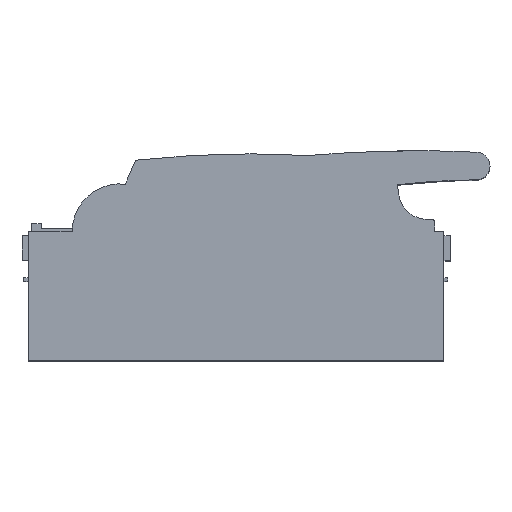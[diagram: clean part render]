
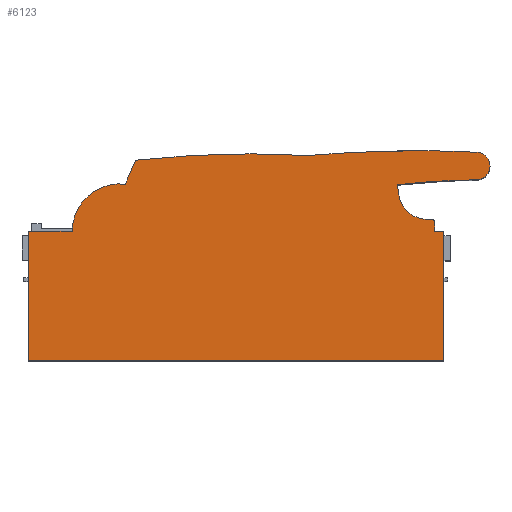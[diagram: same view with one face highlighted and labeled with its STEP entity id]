
A CAD part, top view. The second image highlights one B-rep face of the part: STEP entity #6123.
In plain terms, the highlighted planar face has unit normal (0, 0, 1).
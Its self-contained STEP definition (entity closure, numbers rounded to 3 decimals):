
#210=DIRECTION('',(0.,1.,0.));
#211=VECTOR('',#210,5.5);
#212=CARTESIAN_POINT('',(195.963,-103.217,942.168));
#213=LINE('',#212,#211);
#226=DIRECTION('',(-1.,0.,0.));
#227=VECTOR('',#226,2.554);
#228=CARTESIAN_POINT('',(193.963,-95.717,942.168));
#229=LINE('',#228,#227);
#805=DIRECTION('',(0.,1.,0.));
#806=VECTOR('',#805,80.);
#807=CARTESIAN_POINT('',(201.661,-183.217,942.168));
#808=LINE('',#807,#806);
#1185=DIRECTION('',(-1.,0.,0.));
#1186=VECTOR('',#1185,5.698);
#1187=CARTESIAN_POINT('',(201.661,-103.217,942.168));
#1188=LINE('',#1187,#1186);
#1193=CARTESIAN_POINT('',(0.963,-103.217,
942.168));
#1194=DIRECTION('',(0.,0.,-1.));
#1195=DIRECTION('',(-1.,0.,0.));
#1196=AXIS2_PLACEMENT_3D('',#1193,#1194,#1195);
#1198=DIRECTION('',(0.396,0.918,0.));
#1199=VECTOR('',#1198,16.164);
#1200=CARTESIAN_POINT('',(4.255,-73.902,942.168));
#1201=LINE('',#1200,#1199);
#1202=CARTESIAN_POINT('',(81.851,-703.244,942.168));
#1203=DIRECTION('',(0.,0.,-1.));
#1204=DIRECTION('',(-0.11,0.994,0.));
#1205=AXIS2_PLACEMENT_3D('',#1202,#1203,#1204);
#1207=CARTESIAN_POINT('',(187.161,-872.146,942.168));
#1208=DIRECTION('',(0.,0.,-1.));
#1209=DIRECTION('',(-0.084,0.996,0.));
#1210=AXIS2_PLACEMENT_3D('',#1207,#1208,#1209);
#1212=CARTESIAN_POINT('',(182.161,-872.146,942.168));
#1213=DIRECTION('',(0.,0.,-1.));
#1214=DIRECTION('',(0.009,1.,0.));
#1215=AXIS2_PLACEMENT_3D('',#1212,#1213,#1214);
#1217=CARTESIAN_POINT('',(221.639,-62.677,942.168));
#1218=DIRECTION('',(0.,0.,-1.));
#1219=DIRECTION('',(0.049,0.999,0.));
#1220=AXIS2_PLACEMENT_3D('',#1217,#1218,#1219);
#1222=CARTESIAN_POINT('',(221.639,-62.677,942.168));
#1223=DIRECTION('',(0.,0.,-1.));
#1224=DIRECTION('',(1.,0.,0.));
#1225=AXIS2_PLACEMENT_3D('',#1222,#1223,#1224);
#1227=CARTESIAN_POINT('',(226.544,-540.864,942.168));
#1228=DIRECTION('',(0.,0.,1.));
#1229=DIRECTION('',(-0.01,1.,0.));
#1230=AXIS2_PLACEMENT_3D('',#1227,#1228,#1229);
#1232=DIRECTION('',(0.121,-0.993,0.));
#1233=VECTOR('',#1232,5.682);
#1234=CARTESIAN_POINT('',(172.853,-74.256,942.168));
#1235=LINE('',#1234,#1233);
#1236=CARTESIAN_POINT('',(191.408,-77.717,942.168));
#1237=DIRECTION('',(0.,0.,1.));
#1238=DIRECTION('',(-0.993,-0.121,0.));
#1239=AXIS2_PLACEMENT_3D('',#1236,#1237,#1238);
#1241=CARTESIAN_POINT('',(193.963,-97.717,942.168));
#1242=DIRECTION('',(0.,0.,-1.));
#1243=DIRECTION('',(0.,1.,0.));
#1244=AXIS2_PLACEMENT_3D('',#1241,#1242,#1243);
#1246=DIRECTION('',(-1.,0.,0.));
#1247=VECTOR('',#1246,257.396);
#1248=CARTESIAN_POINT('',(201.661,-183.217,942.168));
#1249=LINE('',#1248,#1247);
#1250=DIRECTION('',(0.,1.,0.));
#1251=VECTOR('',#1250,80.);
#1252=CARTESIAN_POINT('',(-55.736,-183.217,
942.168));
#1253=LINE('',#1252,#1251);
#1254=DIRECTION('',(-1.,0.,0.));
#1255=VECTOR('',#1254,27.198);
#1256=CARTESIAN_POINT('',(-28.537,-103.217,
942.168));
#1257=LINE('',#1256,#1255);
#3764=CARTESIAN_POINT('',(-55.736,-183.217,
942.168));
#3765=VERTEX_POINT('',#3764);
#3766=CARTESIAN_POINT('',(201.661,-183.217,942.168));
#3767=VERTEX_POINT('',#3766);
#3839=CARTESIAN_POINT('',(195.963,-97.717,942.168));
#3841=VERTEX_POINT('',#3839);
#3852=CARTESIAN_POINT('',(195.963,-103.217,942.168));
#3853=VERTEX_POINT('',#3852);
#3854=CARTESIAN_POINT('',(193.963,-95.717,942.168));
#3856=VERTEX_POINT('',#3854);
#3859=CARTESIAN_POINT('',(191.408,-95.717,942.168));
#3861=VERTEX_POINT('',#3859);
#3862=CARTESIAN_POINT('',(173.541,-79.896,942.168));
#3864=VERTEX_POINT('',#3862);
#3874=CARTESIAN_POINT('',(172.853,-74.256,942.168));
#3875=VERTEX_POINT('',#3874);
#3878=CARTESIAN_POINT('',(117.977,-56.145,942.168));
#3880=VERTEX_POINT('',#3878);
#3888=CARTESIAN_POINT('',(189.172,-53.22,942.168));
#3889=VERTEX_POINT('',#3888);
#3890=CARTESIAN_POINT('',(10.657,-59.06,942.168));
#3892=VERTEX_POINT('',#3890);
#3895=CARTESIAN_POINT('',(4.255,-73.902,942.168));
#3897=VERTEX_POINT('',#3895);
#3909=CARTESIAN_POINT('',(-28.537,-103.217,
942.168));
#3910=VERTEX_POINT('',#3909);
#4016=CARTESIAN_POINT('',(221.726,-71.202,942.168));
#4017=VERTEX_POINT('',#4016);
#4021=CARTESIAN_POINT('',(222.054,-54.162,942.168));
#4022=VERTEX_POINT('',#4021);
#4023=CARTESIAN_POINT('',(230.164,-62.677,942.168));
#4024=VERTEX_POINT('',#4023);
#4040=CARTESIAN_POINT('',(-55.736,-103.217,
942.168));
#4041=VERTEX_POINT('',#4040);
#4042=CARTESIAN_POINT('',(201.661,-103.217,942.168));
#4043=VERTEX_POINT('',#4042);
#6093=CARTESIAN_POINT('',(201.661,-183.217,942.168));
#6094=DIRECTION('',(0.,0.,1.));
#6095=DIRECTION('',(-1.,0.,0.));
#6096=AXIS2_PLACEMENT_3D('',#6093,#6094,#6095);
#6097=PLANE('',#6096);
#6099=ORIENTED_EDGE('',*,*,#6098,.F.);
#6100=ORIENTED_EDGE('',*,*,#4992,.T.);
#6101=ORIENTED_EDGE('',*,*,#4969,.T.);
#6102=ORIENTED_EDGE('',*,*,#4954,.T.);
#6103=ORIENTED_EDGE('',*,*,#4939,.T.);
#6105=ORIENTED_EDGE('',*,*,#6104,.T.);
#6107=ORIENTED_EDGE('',*,*,#6106,.T.);
#6109=ORIENTED_EDGE('',*,*,#6108,.T.);
#6111=ORIENTED_EDGE('',*,*,#6110,.T.);
#6112=ORIENTED_EDGE('',*,*,#4912,.T.);
#6113=ORIENTED_EDGE('',*,*,#4893,.T.);
#6114=ORIENTED_EDGE('',*,*,#4878,.F.);
#6115=ORIENTED_EDGE('',*,*,#4863,.T.);
#6116=ORIENTED_EDGE('',*,*,#4848,.F.);
#6117=ORIENTED_EDGE('',*,*,#6087,.F.);
#6118=ORIENTED_EDGE('',*,*,#5561,.F.);
#6119=ORIENTED_EDGE('',*,*,#5453,.T.);
#6120=ORIENTED_EDGE('',*,*,#5076,.T.);
#6121=EDGE_LOOP('',(#6099,#6100,#6101,#6102,#6103,#6105,#6107,#6109,#6111,#6112,
#6113,#6114,#6115,#6116,#6117,#6118,#6119,#6120));
#6122=FACE_OUTER_BOUND('',#6121,.F.);
#6123=ADVANCED_FACE('',(#6122),#6097,.T.);
#1197=CIRCLE('',#1196,29.5);
#1206=CIRCLE('',#1205,648.106);
#1211=CIRCLE('',#1210,818.929);
#1216=CIRCLE('',#1215,818.956);
#1221=CIRCLE('',#1220,8.525);
#1226=CIRCLE('',#1225,8.525);
#1231=CIRCLE('',#1230,469.687);
#1240=CIRCLE('',#1239,18.);
#1245=CIRCLE('',#1244,2.);
#4848=EDGE_CURVE('',#3853,#3841,#213,.T.);
#4863=EDGE_CURVE('',#3856,#3841,#1245,.T.);
#4878=EDGE_CURVE('',#3856,#3861,#229,.T.);
#4893=EDGE_CURVE('',#3864,#3861,#1240,.T.);
#4912=EDGE_CURVE('',#3875,#3864,#1235,.T.);
#4939=EDGE_CURVE('',#3880,#3889,#1211,.T.);
#4954=EDGE_CURVE('',#3892,#3880,#1206,.T.);
#4969=EDGE_CURVE('',#3897,#3892,#1201,.T.);
#4992=EDGE_CURVE('',#3910,#3897,#1197,.T.);
#5076=EDGE_CURVE('',#3765,#4041,#1253,.T.);
#5453=EDGE_CURVE('',#3767,#3765,#1249,.T.);
#5561=EDGE_CURVE('',#3767,#4043,#808,.T.);
#6087=EDGE_CURVE('',#4043,#3853,#1188,.T.);
#6098=EDGE_CURVE('',#3910,#4041,#1257,.T.);
#6104=EDGE_CURVE('',#3889,#4022,#1216,.T.);
#6106=EDGE_CURVE('',#4022,#4024,#1221,.T.);
#6108=EDGE_CURVE('',#4024,#4017,#1226,.T.);
#6110=EDGE_CURVE('',#4017,#3875,#1231,.T.);
